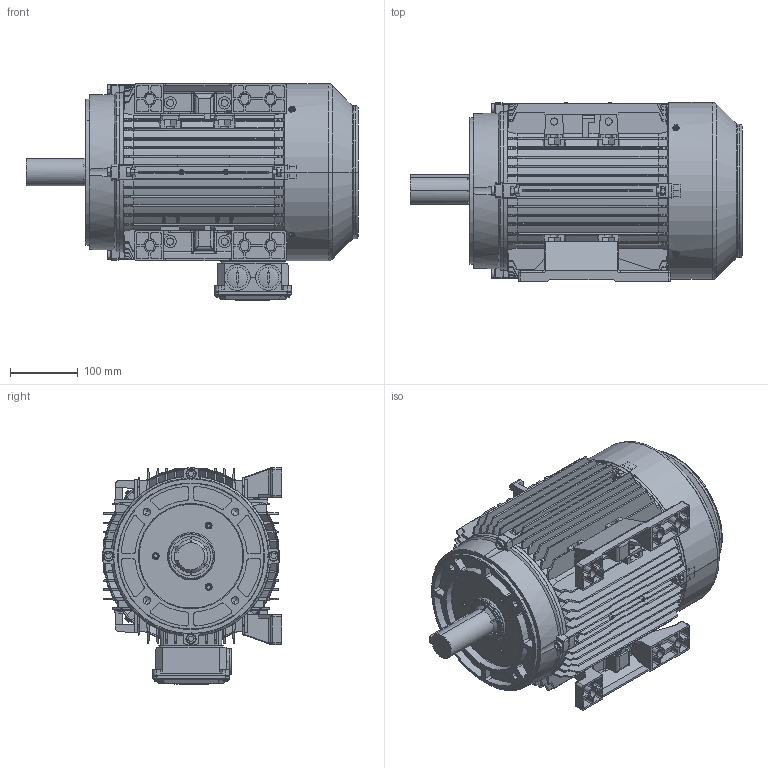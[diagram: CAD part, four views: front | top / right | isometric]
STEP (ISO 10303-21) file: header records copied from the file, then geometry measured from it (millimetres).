
FILE_DESCRIPTION (( 'STEP AP203' ), '1' );
FILE_NAME ('NEMA210总装图法兰盖（新机壳）.STEP', '2016-04-07T00:46:18', ( 'Windows 用户' ), ( 'Sky123.Org' ), 'SwSTEP 2.0', 'SolidWorks 2013', '' );
FILE_SCHEMA (( 'CONFIG_CONTROL_DESIGN' ));
Length unit declared in the file: millimetre
Products named in the file (36): NEMA210总装图法兰盖（新机壳）; す瑩7.9X7.9X61; TA132瑞珔; 諉盄碟裔蹟隊M4X12; NEMA210陔儂褲; TA132啞伎蹟杶; TA132瑞欶; 132霧齪; 諉華喘倛菜え朴5; 諉盄碟諉華蹟隊M5X8; 瑞欶蹟隊M5X8; 霧齪M3X4; 儂褲諉華蹟隊M5X6; 坶諉盄碟釱M5X12; 坶綴裔M8X25; ヶ綴裔菜え朴8; NEMA210蛌粣; MS100-132方型接线盒盖密封垫; 波形垫圈D80(6208）; TA132傷裔ㄗ楊擘ㄘ; ヶ綴裔蹟譫M8; 6208; MS112-132諉盄碟釱躇猾菜; TA-308粣創揤啣; 蚐猾40X58X7; 坶ヶ綴裔M8X35; 6308; MS132陔諉盄碟裔; NEMA210衵菁褐; 防水圈40X65X2.5; TA132綴傷裔; MS112-132諉盄碟釱; NEMA210酘菁褐; 坶粣創揤啣M5X35; 132瑞珔縐嘀; 出线螺塞1-11.5NPT
Assembly tree (69 placements, depth 2):
  NEMA210总装图法兰盖（新机壳）
    NEMA210陔儂褲
    諉華喘倛菜え朴5  x2
    儂褲諉華蹟隊M5X6
    MS100-132方型接线盒盖密封垫
    MS112-132諉盄碟釱躇猾菜
    MS132陔諉盄碟裔
    MS112-132諉盄碟釱
    出线螺塞1-11.5NPT  x2
    諉盄碟裔蹟隊M4X12  x4
    132霧齪
    霧齪M3X4  x2
    NEMA210蛌粣
    6208
    6308
    TA132綴傷裔
    132瑞珔縐嘀
    TA132瑞珔
    TA132瑞欶
    瑞欶蹟隊M5X8  x4
    ヶ綴裔菜え朴8  x8
    ヶ綴裔蹟譫M8  x7
    坶ヶ綴裔M8X35  x7
    坶綴裔M8X25
    TA132傷裔ㄗ楊擘ㄘ
    蚐猾40X58X7  x2
    防水圈40X65X2.5
    坶粣創揤啣M5X35  x3
    す瑩7.9X7.9X61
    TA132啞伎蹟杶
    諉盄碟諉華蹟隊M5X8
    坶諉盄碟釱M5X12  x4
    波形垫圈D80(6208）
    TA-308粣創揤啣
    NEMA210衵菁褐
    NEMA210酘菁褐
Bounding box: 488.6 x 263.78 x 318.75 mm (x, y, z)
Volume: 3918503 mm3; surface area: 1920341 mm2
Topology: 69 solids, 69 shells, 5310 faces, 14124 edges, 9097 vertices
Faces by surface type: plane 2921, cylinder 1518, cone 419, torus 344, bspline 96, sphere 12
Entity records: 163903 total; most frequent: CARTESIAN_POINT 41823, ORIENTED_EDGE 25216, DIRECTION 23300, EDGE_CURVE 12608, VERTEX_POINT 8164, AXIS2_PLACEMENT_3D 7784, LINE 7732, VECTOR 7732
